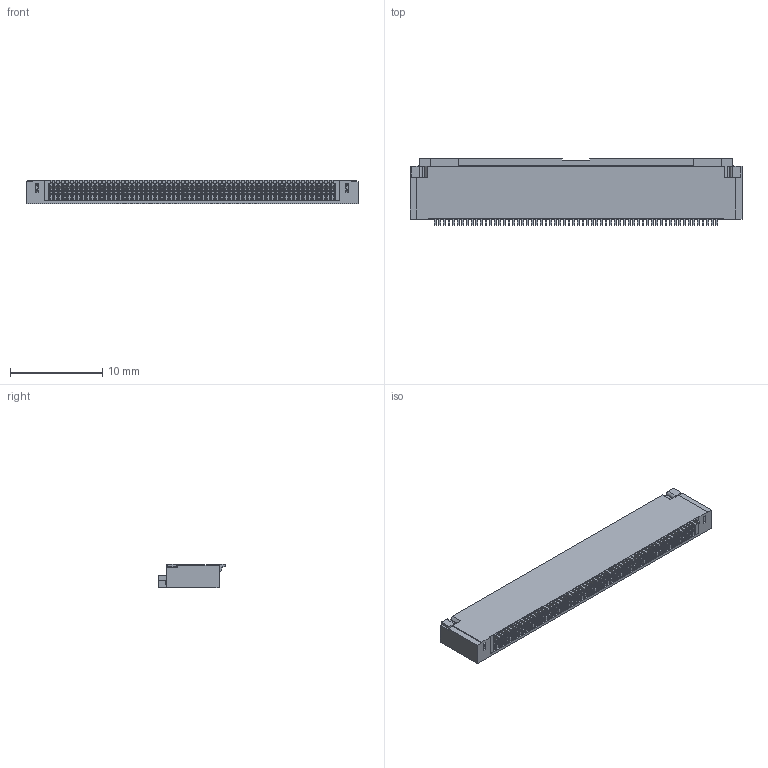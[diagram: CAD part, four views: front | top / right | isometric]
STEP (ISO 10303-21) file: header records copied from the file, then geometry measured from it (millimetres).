
FILE_DESCRIPTION((''),'2;1');
FILE_NAME('FPC05-255H-COVER-62P_ASM','2022-12-19T16:01:20',('Administrator'),(''),'CREO PARAMETRIC BY PTC INC, 2020033','CREO PARAMETRIC BY PTC INC, 2020033','');
FILE_SCHEMA(('CONFIG_CONTROL_DESIGN'));
Products named in the file (1): FPC05-255H-COVER-62P_ASM
Bounding box: 35.95 x 7.25 x 2.55 mm (x, y, z)
Volume: 362.3 mm3; surface area: 2394 mm2
Topology: 1 solids, 1 shells, 5296 faces, 16257 edges, 10523 vertices
Faces by surface type: plane 2814, cylinder 2232, sphere 124, torus 124, bspline 2
Entity records: 183602 total; most frequent: CARTESIAN_POINT 35024, ORIENTED_EDGE 32514, DIRECTION 30734, EDGE_CURVE 16257, VECTOR 11100, LINE 11100, VERTEX_POINT 10523, AXIS2_PLACEMENT_3D 9817
